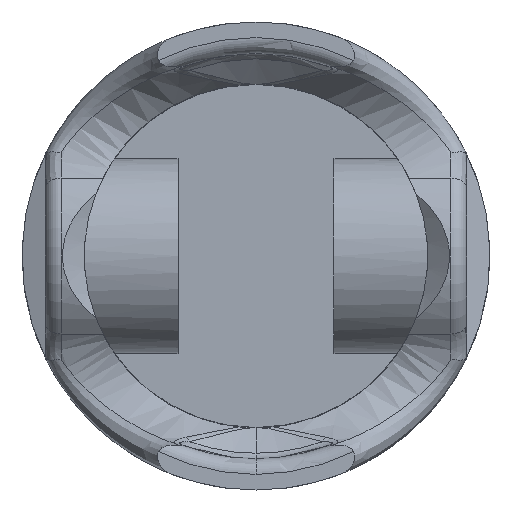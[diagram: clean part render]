
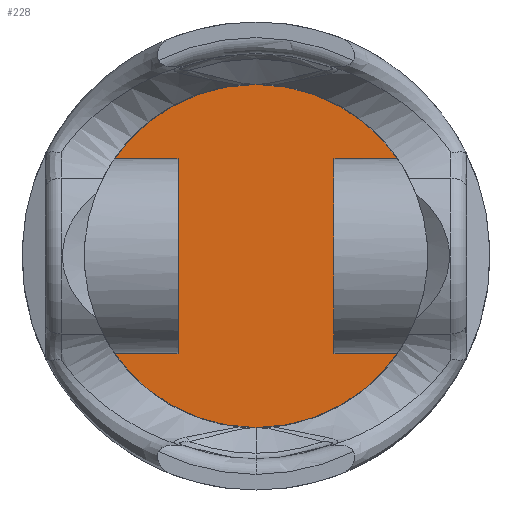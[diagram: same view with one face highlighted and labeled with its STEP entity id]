
A CAD part, front view. The second image highlights one B-rep face of the part: STEP entity #228.
In plain terms, the highlighted planar face has unit normal (0, -1, 0).
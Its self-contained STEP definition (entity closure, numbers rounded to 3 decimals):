
#228 = ADVANCED_FACE ( 'NONE', ( #330 ), #4790, .T. ) ;
#330 = FACE_OUTER_BOUND ( 'NONE', #699, .T. ) ;
#385 = CIRCLE ( 'NONE', #980, 22. ) ;
#503 = AXIS2_PLACEMENT_3D ( 'NONE', #3267, #1271, #2476 ) ;
#601 = EDGE_CURVE ( 'NONE', #3278, #1804, #385, .T. ) ;
#693 = ORIENTED_EDGE ( 'NONE', *, *, #601, .T. ) ;
#699 = EDGE_LOOP ( 'NONE', ( #693, #1669 ) ) ;
#749 = DIRECTION ( 'NONE',  ( 0., 0., -1. ) ) ;
#980 = AXIS2_PLACEMENT_3D ( 'NONE', #3172, #1043, #3952 ) ;
#1043 = DIRECTION ( 'NONE',  ( 0., -1., 0. ) ) ;
#1153 = CARTESIAN_POINT ( 'NONE',  ( 0., -7.5, -24. ) ) ;
#1271 = DIRECTION ( 'NONE',  ( 0., -1., 0. ) ) ;
#1323 = AXIS2_PLACEMENT_3D ( 'NONE', #1153, #4385, #749 ) ;
#1669 = ORIENTED_EDGE ( 'NONE', *, *, #3848, .T. ) ;
#1804 = VERTEX_POINT ( 'NONE', #4833 ) ;
#2476 = DIRECTION ( 'NONE',  ( 0., 0., -1. ) ) ;
#2780 = CIRCLE ( 'NONE', #503, 22. ) ;
#3068 = CARTESIAN_POINT ( 'NONE',  ( 0., -7.5, -22. ) ) ;
#3172 = CARTESIAN_POINT ( 'NONE',  ( 0., -7.5, 0. ) ) ;
#3267 = CARTESIAN_POINT ( 'NONE',  ( 0., -7.5, 0. ) ) ;
#3278 = VERTEX_POINT ( 'NONE', #3068 ) ;
#3848 = EDGE_CURVE ( 'NONE', #1804, #3278, #2780, .T. ) ;
#3952 = DIRECTION ( 'NONE',  ( 0., 0., -1. ) ) ;
#4385 = DIRECTION ( 'NONE',  ( 0., -1., 0. ) ) ;
#4790 = PLANE ( 'NONE',  #1323 ) ;
#4833 = CARTESIAN_POINT ( 'NONE',  ( 0., -7.5, 22. ) ) ;
